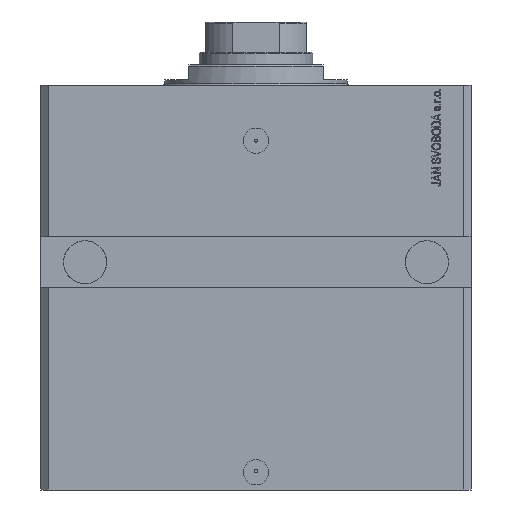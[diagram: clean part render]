
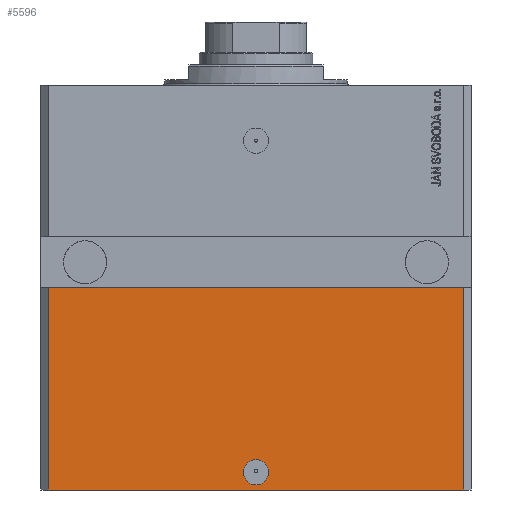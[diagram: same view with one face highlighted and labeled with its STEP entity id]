
A CAD part, front view. The second image highlights one B-rep face of the part: STEP entity #5596.
In plain terms, the highlighted planar face has unit normal (0, -1, 0).
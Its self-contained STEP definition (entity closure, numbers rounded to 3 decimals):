
#522 = CARTESIAN_POINT ( 'NONE',  ( 0., -70., -153. ) ) ;
#769 = VERTEX_POINT ( 'NONE', #3726 ) ;
#966 = EDGE_LOOP ( 'NONE', ( #22088, #25279 ) ) ;
#3111 = ORIENTED_EDGE ( 'NONE', *, *, #22227, .T. ) ;
#3311 = VERTEX_POINT ( 'NONE', #6966 ) ;
#3726 = CARTESIAN_POINT ( 'NONE',  ( 82., -70., -80. ) ) ;
#5131 = DIRECTION ( 'NONE',  ( 0., -1., 0. ) ) ;
#5215 = VECTOR ( 'NONE', #12648, 1000. ) ;
#5596 = ADVANCED_FACE ( 'NONE', ( #43321, #12728 ), #21029, .T. ) ;
#6232 = VERTEX_POINT ( 'NONE', #14795 ) ;
#6576 = DIRECTION ( 'NONE',  ( 0., -1., 0. ) ) ;
#6736 = DIRECTION ( 'NONE',  ( 0., 0., 1. ) ) ;
#6966 = CARTESIAN_POINT ( 'NONE',  ( 82., -70., -160. ) ) ;
#7626 = CARTESIAN_POINT ( 'NONE',  ( -82., -70., -80. ) ) ;
#8191 = EDGE_CURVE ( 'NONE', #3311, #769, #28527, .T. ) ;
#8966 = CARTESIAN_POINT ( 'NONE',  ( -82., -70., -160. ) ) ;
#10382 = ORIENTED_EDGE ( 'NONE', *, *, #39042, .F. ) ;
#12032 = DIRECTION ( 'NONE',  ( 0., -1., 0. ) ) ;
#12648 = DIRECTION ( 'NONE',  ( 0., 0., 1. ) ) ;
#12717 = VERTEX_POINT ( 'NONE', #7626 ) ;
#12728 = FACE_OUTER_BOUND ( 'NONE', #37105, .T. ) ;
#13626 = DIRECTION ( 'NONE',  ( 1., 0., 0. ) ) ;
#13856 = EDGE_CURVE ( 'NONE', #35050, #6232, #42761, .T. ) ;
#14210 = EDGE_CURVE ( 'NONE', #22551, #12717, #41540, .T. ) ;
#14795 = CARTESIAN_POINT ( 'NONE',  ( 5., -70., -153. ) ) ;
#18486 = CARTESIAN_POINT ( 'NONE',  ( 82., -70., -160. ) ) ;
#19268 = ORIENTED_EDGE ( 'NONE', *, *, #8191, .T. ) ;
#20065 = DIRECTION ( 'NONE',  ( 0., 0., -1. ) ) ;
#20701 = AXIS2_PLACEMENT_3D ( 'NONE', #23731, #5131, #20065 ) ;
#20991 = CARTESIAN_POINT ( 'NONE',  ( -85., -70., -80. ) ) ;
#21029 = PLANE ( 'NONE',  #20701 ) ;
#21230 = DIRECTION ( 'NONE',  ( 1., 0., 0. ) ) ;
#21473 = LINE ( 'NONE', #20991, #38120 ) ;
#22088 = ORIENTED_EDGE ( 'NONE', *, *, #25537, .F. ) ;
#22227 = EDGE_CURVE ( 'NONE', #22551, #3311, #46692, .T. ) ;
#22551 = VERTEX_POINT ( 'NONE', #23722 ) ;
#23722 = CARTESIAN_POINT ( 'NONE',  ( -82., -70., -160. ) ) ;
#23731 = CARTESIAN_POINT ( 'NONE',  ( -82., -70., -160. ) ) ;
#24780 = AXIS2_PLACEMENT_3D ( 'NONE', #522, #12032, #26948 ) ;
#25279 = ORIENTED_EDGE ( 'NONE', *, *, #13856, .F. ) ;
#25537 = EDGE_CURVE ( 'NONE', #6232, #35050, #44853, .T. ) ;
#26948 = DIRECTION ( 'NONE',  ( 1., 0., 0. ) ) ;
#28414 = AXIS2_PLACEMENT_3D ( 'NONE', #46573, #6576, #31381 ) ;
#28527 = LINE ( 'NONE', #18486, #41804 ) ;
#31381 = DIRECTION ( 'NONE',  ( 1., 0., 0. ) ) ;
#35050 = VERTEX_POINT ( 'NONE', #41733 ) ;
#37105 = EDGE_LOOP ( 'NONE', ( #10382, #43594, #3111, #19268 ) ) ;
#38120 = VECTOR ( 'NONE', #21230, 1000. ) ;
#39042 = EDGE_CURVE ( 'NONE', #12717, #769, #21473, .T. ) ;
#41540 = LINE ( 'NONE', #8966, #5215 ) ;
#41733 = CARTESIAN_POINT ( 'NONE',  ( -5., -70., -153. ) ) ;
#41804 = VECTOR ( 'NONE', #6736, 1000. ) ;
#42761 = CIRCLE ( 'NONE', #24780, 5. ) ;
#43006 = CARTESIAN_POINT ( 'NONE',  ( -82., -70., -160. ) ) ;
#43183 = VECTOR ( 'NONE', #13626, 1000. ) ;
#43321 = FACE_BOUND ( 'NONE', #966, .T. ) ;
#43594 = ORIENTED_EDGE ( 'NONE', *, *, #14210, .F. ) ;
#44853 = CIRCLE ( 'NONE', #28414, 5. ) ;
#46573 = CARTESIAN_POINT ( 'NONE',  ( 0., -70., -153. ) ) ;
#46692 = LINE ( 'NONE', #43006, #43183 ) ;
